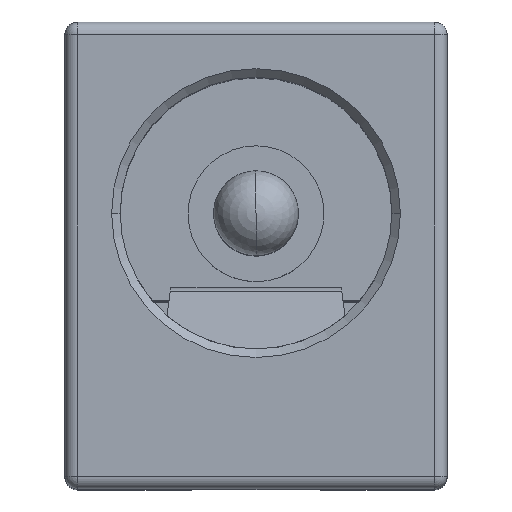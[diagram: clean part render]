
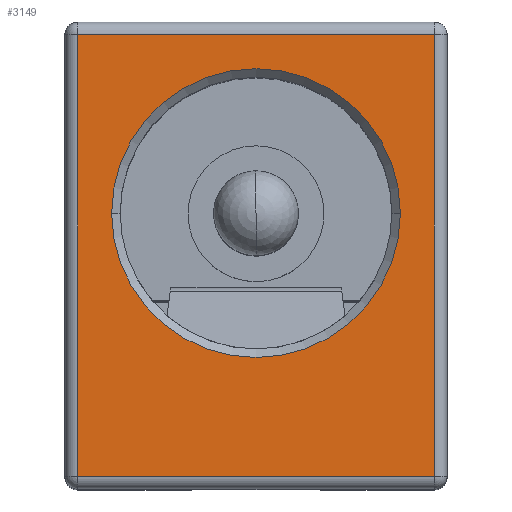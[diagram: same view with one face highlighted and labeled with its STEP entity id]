
A CAD part, top view. The second image highlights one B-rep face of the part: STEP entity #3149.
In plain terms, the highlighted planar face has unit normal (0, 0, 1).
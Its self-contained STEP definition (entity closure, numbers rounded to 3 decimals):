
#13 = CARTESIAN_POINT ( 'NONE',  ( -14.217, 15.587, 21.317 ) ) ;
#19 = VECTOR ( 'NONE', #6504, 1000. ) ;
#428 = EDGE_CURVE ( 'NONE', #5604, #3038, #1857, .T. ) ;
#444 = DIRECTION ( 'NONE',  ( 1., 0., 0. ) ) ;
#534 = LINE ( 'NONE', #2329, #5389 ) ;
#887 = AXIS2_PLACEMENT_3D ( 'NONE', #3343, #1583, #444 ) ;
#1069 = LINE ( 'NONE', #4715, #19 ) ;
#1092 = VERTEX_POINT ( 'NONE', #5353 ) ;
#1548 = CIRCLE ( 'NONE', #5295, 3.4 ) ;
#1583 = DIRECTION ( 'NONE',  ( 0., 0., -1. ) ) ;
#1668 = EDGE_CURVE ( 'NONE', #1092, #1821, #5649, .T. ) ;
#1819 = CARTESIAN_POINT ( 'NONE',  ( -14.217, 4.887, 21.317 ) ) ;
#1821 = VERTEX_POINT ( 'NONE', #4980 ) ;
#1857 = LINE ( 'NONE', #13, #2000 ) ;
#1932 = PLANE ( 'NONE',  #5152 ) ;
#1956 = CARTESIAN_POINT ( 'NONE',  ( -5.217, 5.187, 21.317 ) ) ;
#2000 = VECTOR ( 'NONE', #2447, 1000. ) ;
#2151 = EDGE_CURVE ( 'NONE', #3038, #6538, #534, .T. ) ;
#2329 = CARTESIAN_POINT ( 'NONE',  ( -13.917, 4.887, 21.317 ) ) ;
#2369 = VECTOR ( 'NONE', #2591, 1000. ) ;
#2447 = DIRECTION ( 'NONE',  ( -1., 0., 0. ) ) ;
#2487 = FACE_OUTER_BOUND ( 'NONE', #5362, .T. ) ;
#2517 = EDGE_LOOP ( 'NONE', ( #3482, #5215 ) ) ;
#2551 = LINE ( 'NONE', #1956, #2369 ) ;
#2591 = DIRECTION ( 'NONE',  ( 1., 0., 0. ) ) ;
#2600 = ORIENTED_EDGE ( 'NONE', *, *, #428, .T. ) ;
#2747 = ORIENTED_EDGE ( 'NONE', *, *, #2151, .T. ) ;
#2816 = DIRECTION ( 'NONE',  ( 0., -1., 0. ) ) ;
#2861 = CARTESIAN_POINT ( 'NONE',  ( -13.917, 15.587, 21.317 ) ) ;
#3038 = VERTEX_POINT ( 'NONE', #2861 ) ;
#3149 = ADVANCED_FACE ( 'NONE', ( #5495, #2487 ), #1932, .T. ) ;
#3232 = CARTESIAN_POINT ( 'NONE',  ( -5.517, 5.187, 21.317 ) ) ;
#3313 = VERTEX_POINT ( 'NONE', #3232 ) ;
#3343 = CARTESIAN_POINT ( 'NONE',  ( -9.717, 11.387, 21.317 ) ) ;
#3482 = ORIENTED_EDGE ( 'NONE', *, *, #1668, .T. ) ;
#3787 = DIRECTION ( 'NONE',  ( 0., 0., 1. ) ) ;
#3835 = EDGE_CURVE ( 'NONE', #3313, #5604, #1069, .T. ) ;
#4504 = DIRECTION ( 'NONE',  ( 1., 0., 0. ) ) ;
#4715 = CARTESIAN_POINT ( 'NONE',  ( -5.517, 15.887, 21.317 ) ) ;
#4871 = EDGE_CURVE ( 'NONE', #1821, #1092, #1548, .T. ) ;
#4980 = CARTESIAN_POINT ( 'NONE',  ( -13.117, 11.387, 21.317 ) ) ;
#5085 = CARTESIAN_POINT ( 'NONE',  ( -9.717, 11.387, 21.317 ) ) ;
#5152 = AXIS2_PLACEMENT_3D ( 'NONE', #1819, #3787, #5452 ) ;
#5207 = DIRECTION ( 'NONE',  ( 0., 0., -1. ) ) ;
#5215 = ORIENTED_EDGE ( 'NONE', *, *, #4871, .T. ) ;
#5295 = AXIS2_PLACEMENT_3D ( 'NONE', #5085, #5207, #4504 ) ;
#5353 = CARTESIAN_POINT ( 'NONE',  ( -6.317, 11.387, 21.317 ) ) ;
#5362 = EDGE_LOOP ( 'NONE', ( #2747, #7006, #7297, #2600 ) ) ;
#5389 = VECTOR ( 'NONE', #2816, 1000. ) ;
#5452 = DIRECTION ( 'NONE',  ( 1., 0., 0. ) ) ;
#5495 = FACE_BOUND ( 'NONE', #2517, .T. ) ;
#5589 = EDGE_CURVE ( 'NONE', #6538, #3313, #2551, .T. ) ;
#5604 = VERTEX_POINT ( 'NONE', #6189 ) ;
#5649 = CIRCLE ( 'NONE', #887, 3.4 ) ;
#6189 = CARTESIAN_POINT ( 'NONE',  ( -5.517, 15.587, 21.317 ) ) ;
#6504 = DIRECTION ( 'NONE',  ( 0., 1., 0. ) ) ;
#6538 = VERTEX_POINT ( 'NONE', #6807 ) ;
#6807 = CARTESIAN_POINT ( 'NONE',  ( -13.917, 5.187, 21.317 ) ) ;
#7006 = ORIENTED_EDGE ( 'NONE', *, *, #5589, .T. ) ;
#7297 = ORIENTED_EDGE ( 'NONE', *, *, #3835, .T. ) ;
